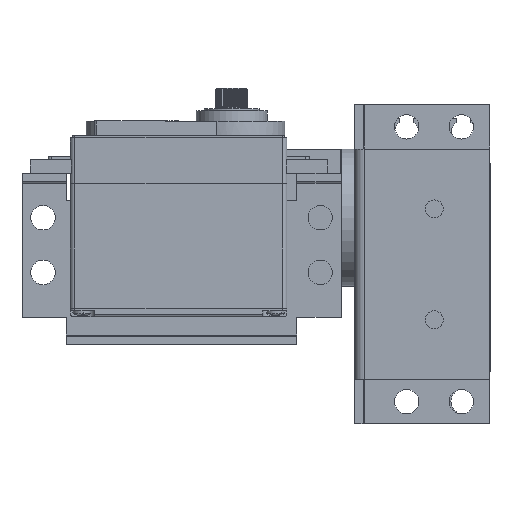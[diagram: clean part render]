
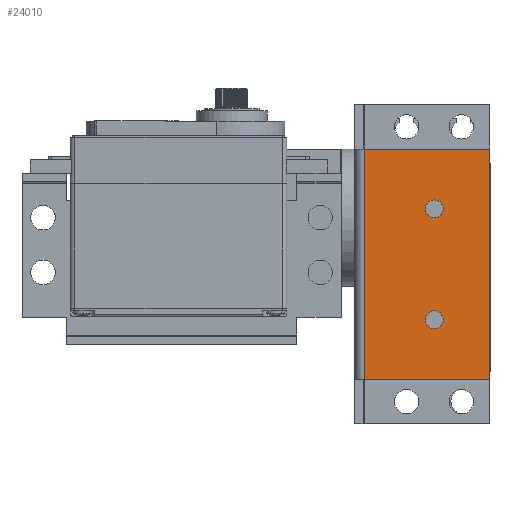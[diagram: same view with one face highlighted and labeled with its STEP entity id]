
A CAD part, front view. The second image highlights one B-rep face of the part: STEP entity #24010.
In plain terms, the highlighted face is planar.
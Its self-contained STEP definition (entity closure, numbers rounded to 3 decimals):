
#23 = CARTESIAN_POINT ( 'NONE',  ( -11.519, 14.275, 17.361 ) ) ;
#170 = CARTESIAN_POINT ( 'NONE',  ( -52.155, 1.778, 17.361 ) ) ;
#988 = EDGE_CURVE ( 'NONE', #18373, #14325, #2091, .T. ) ;
#1102 = DIRECTION ( 'NONE',  ( 1., 0., 0. ) ) ;
#1911 = ORIENTED_EDGE ( 'NONE', *, *, #27301, .T. ) ;
#2091 = LINE ( 'NONE', #18399, #14699 ) ;
#2890 = CARTESIAN_POINT ( 'NONE',  ( 20.625, 1.778, 17.361 ) ) ;
#3309 = LINE ( 'NONE', #170, #15928 ) ;
#3958 = EDGE_CURVE ( 'NONE', #14325, #24091, #4360, .T. ) ;
#4360 = LINE ( 'NONE', #8613, #30394 ) ;
#4630 = AXIS2_PLACEMENT_3D ( 'NONE', #31284, #16198, #1102 ) ;
#5326 = VERTEX_POINT ( 'NONE', #10171 ) ;
#5816 = FACE_BOUND ( 'NONE', #17826, .T. ) ;
#5921 = CARTESIAN_POINT ( 'NONE',  ( 20.625, 24.206, 17.361 ) ) ;
#7487 = EDGE_LOOP ( 'NONE', ( #27283, #28252 ) ) ;
#7764 = PLANE ( 'NONE',  #12413 ) ;
#8032 = CARTESIAN_POINT ( 'NONE',  ( 20.625, 1.524, 17.361 ) ) ;
#8079 = CARTESIAN_POINT ( 'NONE',  ( -9.931, 14.275, 17.361 ) ) ;
#8613 = CARTESIAN_POINT ( 'NONE',  ( -20.625, 1.524, 17.361 ) ) ;
#8979 = CARTESIAN_POINT ( 'NONE',  ( -9.931, 14.275, 17.361 ) ) ;
#9623 = CARTESIAN_POINT ( 'NONE',  ( 11.519, 14.275, 17.361 ) ) ;
#9920 = LINE ( 'NONE', #8032, #29213 ) ;
#10171 = CARTESIAN_POINT ( 'NONE',  ( -8.344, 14.275, 17.361 ) ) ;
#10554 = DIRECTION ( 'NONE',  ( 0., -1., 0. ) ) ;
#10606 = DIRECTION ( 'NONE',  ( 1., 0., 0. ) ) ;
#10853 = ORIENTED_EDGE ( 'NONE', *, *, #29657, .F. ) ;
#11529 = DIRECTION ( 'NONE',  ( 1., 0., 0. ) ) ;
#12413 = AXIS2_PLACEMENT_3D ( 'NONE', #17818, #27934, #12835 ) ;
#12835 = DIRECTION ( 'NONE',  ( -1., 0., 0. ) ) ;
#12914 = CARTESIAN_POINT ( 'NONE',  ( 9.931, 14.275, 17.361 ) ) ;
#12924 = AXIS2_PLACEMENT_3D ( 'NONE', #8079, #25711, #10606 ) ;
#13307 = DIRECTION ( 'NONE',  ( -1., 0., 0. ) ) ;
#13522 = ORIENTED_EDGE ( 'NONE', *, *, #988, .T. ) ;
#13731 = VERTEX_POINT ( 'NONE', #23 ) ;
#14325 = VERTEX_POINT ( 'NONE', #30066 ) ;
#14699 = VECTOR ( 'NONE', #13307, 1000. ) ;
#14711 = VERTEX_POINT ( 'NONE', #19117 ) ;
#15447 = DIRECTION ( 'NONE',  ( 1., 0., 0. ) ) ;
#15928 = VECTOR ( 'NONE', #30865, 1000. ) ;
#16198 = DIRECTION ( 'NONE',  ( 0., 0., -1. ) ) ;
#16224 = DIRECTION ( 'NONE',  ( 0., -1., 0. ) ) ;
#16431 = EDGE_LOOP ( 'NONE', ( #25454, #1911, #10853, #13522 ) ) ;
#16744 = EDGE_CURVE ( 'NONE', #5326, #13731, #29622, .T. ) ;
#16984 = CIRCLE ( 'NONE', #4630, 1.588 ) ;
#17316 = CIRCLE ( 'NONE', #17945, 1.588 ) ;
#17818 = CARTESIAN_POINT ( 'NONE',  ( -52.155, 1.524, 17.361 ) ) ;
#17826 = EDGE_LOOP ( 'NONE', ( #24277, #28759 ) ) ;
#17898 = EDGE_CURVE ( 'NONE', #14711, #24354, #16984, .T. ) ;
#17945 = AXIS2_PLACEMENT_3D ( 'NONE', #12914, #30552, #15447 ) ;
#18373 = VERTEX_POINT ( 'NONE', #5921 ) ;
#18399 = CARTESIAN_POINT ( 'NONE',  ( 0., 24.206, 17.361 ) ) ;
#19117 = CARTESIAN_POINT ( 'NONE',  ( 8.344, 14.275, 17.361 ) ) ;
#19235 = FACE_OUTER_BOUND ( 'NONE', #16431, .T. ) ;
#20195 = EDGE_CURVE ( 'NONE', #13731, #5326, #26673, .T. ) ;
#22948 = AXIS2_PLACEMENT_3D ( 'NONE', #8979, #26628, #11529 ) ;
#24010 = ADVANCED_FACE ( 'NONE', ( #19235, #25153, #5816 ), #7764, .F. ) ;
#24091 = VERTEX_POINT ( 'NONE', #30890 ) ;
#24277 = ORIENTED_EDGE ( 'NONE', *, *, #24536, .T. ) ;
#24354 = VERTEX_POINT ( 'NONE', #9623 ) ;
#24536 = EDGE_CURVE ( 'NONE', #24354, #14711, #17316, .T. ) ;
#25153 = FACE_BOUND ( 'NONE', #7487, .T. ) ;
#25454 = ORIENTED_EDGE ( 'NONE', *, *, #3958, .T. ) ;
#25711 = DIRECTION ( 'NONE',  ( 0., 0., 1. ) ) ;
#26628 = DIRECTION ( 'NONE',  ( 0., 0., 1. ) ) ;
#26673 = CIRCLE ( 'NONE', #12924, 1.588 ) ;
#27283 = ORIENTED_EDGE ( 'NONE', *, *, #16744, .F. ) ;
#27301 = EDGE_CURVE ( 'NONE', #24091, #27360, #3309, .T. ) ;
#27360 = VERTEX_POINT ( 'NONE', #2890 ) ;
#27934 = DIRECTION ( 'NONE',  ( 0., 0., -1. ) ) ;
#28252 = ORIENTED_EDGE ( 'NONE', *, *, #20195, .F. ) ;
#28759 = ORIENTED_EDGE ( 'NONE', *, *, #17898, .T. ) ;
#29213 = VECTOR ( 'NONE', #10554, 1000. ) ;
#29622 = CIRCLE ( 'NONE', #22948, 1.588 ) ;
#29657 = EDGE_CURVE ( 'NONE', #18373, #27360, #9920, .T. ) ;
#30066 = CARTESIAN_POINT ( 'NONE',  ( -20.625, 24.206, 17.361 ) ) ;
#30394 = VECTOR ( 'NONE', #16224, 1000. ) ;
#30552 = DIRECTION ( 'NONE',  ( 0., 0., -1. ) ) ;
#30865 = DIRECTION ( 'NONE',  ( 1., 0., 0. ) ) ;
#30890 = CARTESIAN_POINT ( 'NONE',  ( -20.625, 1.778, 17.361 ) ) ;
#31284 = CARTESIAN_POINT ( 'NONE',  ( 9.931, 14.275, 17.361 ) ) ;
